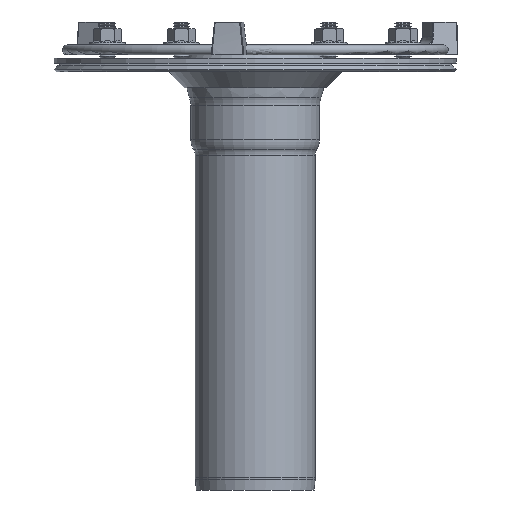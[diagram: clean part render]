
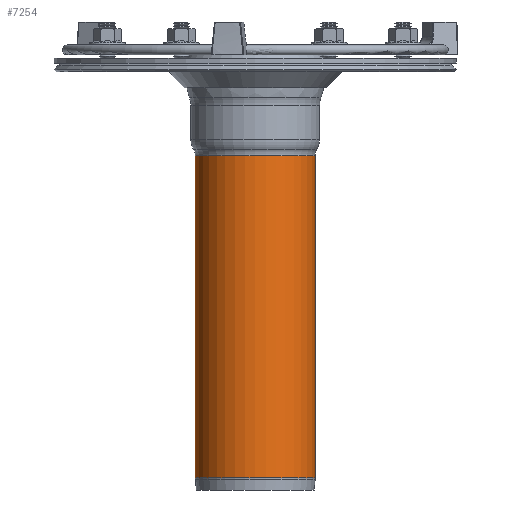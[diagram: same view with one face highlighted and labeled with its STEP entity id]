
A CAD part, front view. The second image highlights one B-rep face of the part: STEP entity #7254.
In plain terms, the highlighted cylindrical face has radius 365 mm (diameter 730 mm), a full revolution.
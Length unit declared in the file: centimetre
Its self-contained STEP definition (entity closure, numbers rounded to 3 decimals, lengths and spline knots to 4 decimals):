
#258=CYLINDRICAL_SURFACE('',#7970,36.5);
#724=FACE_OUTER_BOUND('',#1233,.T.);
#1233=EDGE_LOOP('',(#5292,#5293,#5294,#5295,#5296,#5297));
#1785=LINE('',#11733,#2149);
#2149=VECTOR('',#9519,36.5);
#2541=CIRCLE('',#7968,36.5);
#2542=CIRCLE('',#7969,36.5);
#2543=CIRCLE('',#7971,36.5);
#2544=CIRCLE('',#7972,36.5);
#3062=VERTEX_POINT('',#11723);
#3063=VERTEX_POINT('',#11725);
#3064=VERTEX_POINT('',#11729);
#3065=VERTEX_POINT('',#11730);
#3859=EDGE_CURVE('',#3063,#3062,#2541,.T.);
#3860=EDGE_CURVE('',#3062,#3063,#2542,.T.);
#3861=EDGE_CURVE('',#3064,#3065,#2543,.T.);
#3862=EDGE_CURVE('',#3065,#3064,#2544,.T.);
#3863=EDGE_CURVE('',#3065,#3063,#1785,.T.);
#5292=ORIENTED_EDGE('',*,*,#3861,.F.);
#5293=ORIENTED_EDGE('',*,*,#3862,.F.);
#5294=ORIENTED_EDGE('',*,*,#3863,.T.);
#5295=ORIENTED_EDGE('',*,*,#3859,.T.);
#5296=ORIENTED_EDGE('',*,*,#3860,.T.);
#5297=ORIENTED_EDGE('',*,*,#3863,.F.);
#7254=ADVANCED_FACE('',(#724),#258,.T.);
#7968=AXIS2_PLACEMENT_3D('',#11726,#9509,#9510);
#7969=AXIS2_PLACEMENT_3D('',#11727,#9511,#9512);
#7970=AXIS2_PLACEMENT_3D('',#11728,#9513,#9514);
#7971=AXIS2_PLACEMENT_3D('',#11731,#9515,#9516);
#7972=AXIS2_PLACEMENT_3D('',#11732,#9517,#9518);
#9509=DIRECTION('center_axis',(0.,0.,-1.));
#9510=DIRECTION('ref_axis',(1.,0.,0.));
#9511=DIRECTION('center_axis',(0.,0.,-1.));
#9512=DIRECTION('ref_axis',(1.,0.,0.));
#9513=DIRECTION('center_axis',(0.,0.,-1.));
#9514=DIRECTION('ref_axis',(-1.,0.,0.));
#9515=DIRECTION('center_axis',(0.,0.,-1.));
#9516=DIRECTION('ref_axis',(1.,0.,0.));
#9517=DIRECTION('center_axis',(0.,0.,-1.));
#9518=DIRECTION('ref_axis',(1.,0.,0.));
#9519=DIRECTION('',(0.,0.,1.));
#11723=CARTESIAN_POINT('',(0.,-36.5,203.4615));
#11725=CARTESIAN_POINT('',(36.5,0.,203.4615));
#11726=CARTESIAN_POINT('Origin',(0.,0.,203.4615));
#11727=CARTESIAN_POINT('Origin',(0.,0.,203.4615));
#11728=CARTESIAN_POINT('Origin',(0.,0.,105.4098));
#11729=CARTESIAN_POINT('',(0.,-36.5,7.358));
#11730=CARTESIAN_POINT('',(36.5,0.,7.358));
#11731=CARTESIAN_POINT('Origin',(0.,0.,7.358));
#11732=CARTESIAN_POINT('Origin',(0.,0.,7.358));
#11733=CARTESIAN_POINT('',(36.5,0.,105.4098));
